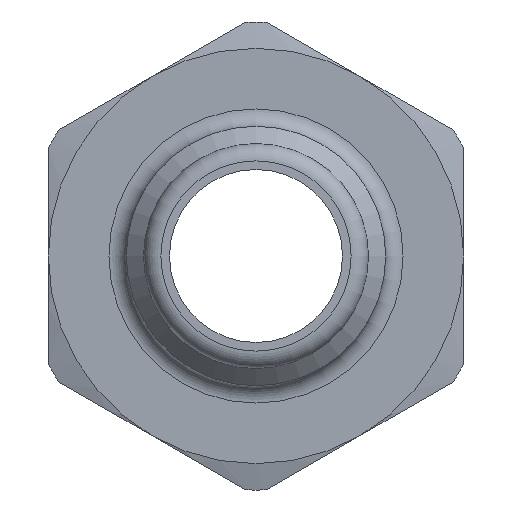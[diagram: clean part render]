
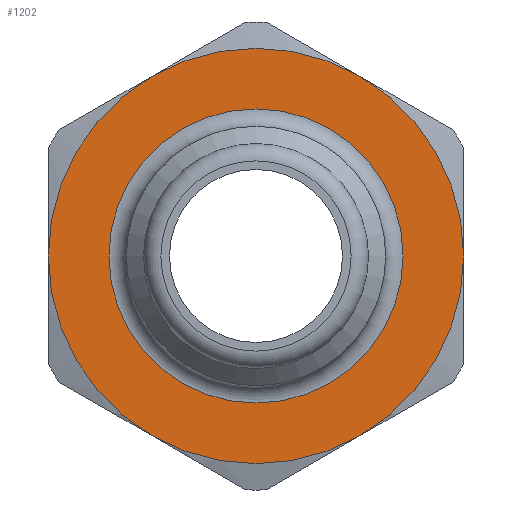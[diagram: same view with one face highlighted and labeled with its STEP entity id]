
A CAD part, left-side view. The second image highlights one B-rep face of the part: STEP entity #1202.
In plain terms, the highlighted planar face has unit normal (-1, 0, 0).
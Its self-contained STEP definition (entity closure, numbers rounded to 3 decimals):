
#143=CARTESIAN_POINT('',(21.5,6.,-10.392));
#144=VERTEX_POINT('',#143);
#227=CARTESIAN_POINT('',(21.5,-6.,-10.392));
#228=VERTEX_POINT('',#227);
#311=CARTESIAN_POINT('',(21.5,-12.,0.));
#312=VERTEX_POINT('',#311);
#395=CARTESIAN_POINT('',(21.5,-6.,10.392));
#396=VERTEX_POINT('',#395);
#479=CARTESIAN_POINT('',(21.5,6.,10.392));
#480=VERTEX_POINT('',#479);
#840=CARTESIAN_POINT('',(21.5,12.,0.0));
#841=VERTEX_POINT('',#840);
#842=CARTESIAN_POINT('',(21.5,0.0,0.0));
#843=DIRECTION('',(1.0,0.0,0.0));
#844=DIRECTION('',(0.0,1.0,0.0));
#845=AXIS2_PLACEMENT_3D('',#842,#843,#844);
#846=CIRCLE('',#845,12.);
#847=EDGE_CURVE('',#144,#841,#846,.T.);
#886=CARTESIAN_POINT('',(21.5,0.0,0.0));
#887=DIRECTION('',(1.0,0.0,0.0));
#888=DIRECTION('',(0.0,1.0,0.0));
#889=AXIS2_PLACEMENT_3D('',#886,#887,#888);
#890=CIRCLE('',#889,12.);
#891=EDGE_CURVE('',#841,#480,#890,.T.);
#904=CARTESIAN_POINT('',(21.5,0.0,0.0));
#905=DIRECTION('',(1.0,0.0,0.0));
#906=DIRECTION('',(0.0,1.0,0.0));
#907=AXIS2_PLACEMENT_3D('',#904,#905,#906);
#908=CIRCLE('',#907,12.);
#909=EDGE_CURVE('',#480,#396,#908,.T.);
#922=CARTESIAN_POINT('',(21.5,0.0,0.0));
#923=DIRECTION('',(1.0,0.0,0.0));
#924=DIRECTION('',(0.0,1.0,0.0));
#925=AXIS2_PLACEMENT_3D('',#922,#923,#924);
#926=CIRCLE('',#925,12.);
#927=EDGE_CURVE('',#396,#312,#926,.T.);
#940=CARTESIAN_POINT('',(21.5,0.0,0.0));
#941=DIRECTION('',(1.0,0.0,0.0));
#942=DIRECTION('',(0.0,1.0,0.0));
#943=AXIS2_PLACEMENT_3D('',#940,#941,#942);
#944=CIRCLE('',#943,12.);
#945=EDGE_CURVE('',#312,#228,#944,.T.);
#1156=CARTESIAN_POINT('',(21.5,8.5,0.));
#1157=VERTEX_POINT('',#1156);
#1158=CARTESIAN_POINT('',(21.5,0.0,0.0));
#1159=DIRECTION('',(-1.0,0.0,0.0));
#1160=DIRECTION('',(0.0,-1.0,0.0));
#1161=AXIS2_PLACEMENT_3D('',#1158,#1159,#1160);
#1162=CIRCLE('',#1161,8.5);
#1163=EDGE_CURVE('',#1157,#1157,#1162,.T.);
#1180=CARTESIAN_POINT('',(21.5,9.75,0.0));
#1181=DIRECTION('',(-1.0,0.0,0.0));
#1182=DIRECTION('',(0.0,0.0,1.0));
#1183=AXIS2_PLACEMENT_3D('',#1180,#1181,#1182);
#1184=PLANE('',#1183);
#1185=ORIENTED_EDGE('',*,*,#891,.F.);
#1186=ORIENTED_EDGE('',*,*,#847,.F.);
#1187=CARTESIAN_POINT('',(21.5,0.0,0.0));
#1188=DIRECTION('',(1.0,0.0,0.0));
#1189=DIRECTION('',(0.0,1.0,0.0));
#1190=AXIS2_PLACEMENT_3D('',#1187,#1188,#1189);
#1191=CIRCLE('',#1190,12.);
#1192=EDGE_CURVE('',#228,#144,#1191,.T.);
#1193=ORIENTED_EDGE('',*,*,#1192,.F.);
#1194=ORIENTED_EDGE('',*,*,#945,.F.);
#1195=ORIENTED_EDGE('',*,*,#927,.F.);
#1196=ORIENTED_EDGE('',*,*,#909,.F.);
#1197=EDGE_LOOP('',(#1185,#1186,#1193,#1194,#1195,#1196));
#1198=FACE_OUTER_BOUND('',#1197,.T.);
#1199=ORIENTED_EDGE('',*,*,#1163,.F.);
#1200=EDGE_LOOP('',(#1199));
#1201=FACE_BOUND('',#1200,.T.);
#1202=ADVANCED_FACE('',(#1198,#1201),#1184,.T.);
